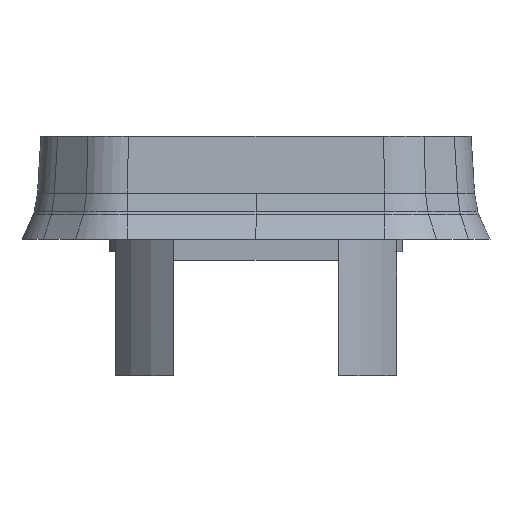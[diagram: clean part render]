
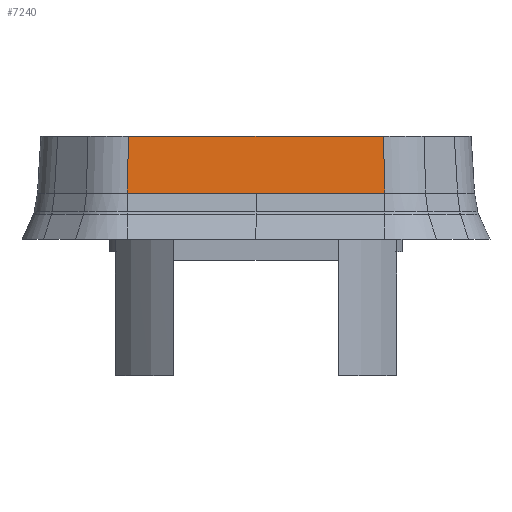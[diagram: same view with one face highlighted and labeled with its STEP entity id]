
A CAD part, front view. The second image highlights one B-rep face of the part: STEP entity #7240.
In plain terms, the highlighted planar face has unit normal (0, 0.998, -0.061).
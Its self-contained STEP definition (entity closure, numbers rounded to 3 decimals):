
#7214=AXIS2_PLACEMENT_3D('Plane Axis2P3D',#7211,#7212,#7213) ;
#7187=CARTESIAN_POINT('Vertex',(23.436,-39.747,-0.3)) ;
#7190=CARTESIAN_POINT('Line Origine',(23.306,-39.432,4.85)) ;
#7194=CARTESIAN_POINT('Vertex',(23.175,-39.117,10.)) ;
#7211=CARTESIAN_POINT('Axis2P3D Location',(-19.874,-39.747,-0.3)) ;
#7217=CARTESIAN_POINT('Control Point',(-23.436,-39.747,-0.3)) ;
#7218=CARTESIAN_POINT('Control Point',(-23.175,-39.117,10.)) ;
#7219=CARTESIAN_POINT('Vertex',(-23.436,-39.747,-0.3)) ;
#7221=CARTESIAN_POINT('Vertex',(-23.175,-39.117,10.)) ;
#7224=CARTESIAN_POINT('Line Origine',(32.025,-39.117,10.)) ;
#7229=CARTESIAN_POINT('Line Origine',(32.025,-39.747,-0.3)) ;
#7191=DIRECTION('Vector Direction',(-0.025,0.061,0.998)) ;
#7212=DIRECTION('Axis2P3D Direction',(0.,-0.998,0.061)) ;
#7213=DIRECTION('Axis2P3D XDirection',(-1.,0.,0.)) ;
#7225=DIRECTION('Vector Direction',(-1.,0.,0.)) ;
#7230=DIRECTION('Vector Direction',(-1.,0.,0.)) ;
#7192=VECTOR('Line Direction',#7191,1.) ;
#7226=VECTOR('Line Direction',#7225,1.) ;
#7231=VECTOR('Line Direction',#7230,1.) ;
#7235=ORIENTED_EDGE('',*,*,#7223,.T.) ;
#7236=ORIENTED_EDGE('',*,*,#7228,.T.) ;
#7237=ORIENTED_EDGE('',*,*,#7196,.F.) ;
#7238=ORIENTED_EDGE('',*,*,#7233,.T.) ;
#7240=ADVANCED_FACE('Surface.45',(#7239),#7215,.F.) ;
#7216=B_SPLINE_CURVE_WITH_KNOTS('',1,(#7217,#7218),.UNSPECIFIED.,.F.,.U.,(2,2),(-5.161,5.161),.UNSPECIFIED.) ;
#7196=EDGE_CURVE('',#7188,#7195,#7193,.T.) ;
#7223=EDGE_CURVE('',#7220,#7222,#7216,.T.) ;
#7228=EDGE_CURVE('',#7222,#7195,#7227,.F.) ;
#7233=EDGE_CURVE('',#7188,#7220,#7232,.T.) ;
#7234=EDGE_LOOP('',(#7235,#7236,#7237,#7238)) ;
#7239=FACE_OUTER_BOUND('',#7234,.T.) ;
#7193=LINE('Line',#7190,#7192) ;
#7227=LINE('Line',#7224,#7226) ;
#7232=LINE('Line',#7229,#7231) ;
#7215=PLANE('',#7214) ;
#7188=VERTEX_POINT('',#7187) ;
#7195=VERTEX_POINT('',#7194) ;
#7220=VERTEX_POINT('',#7219) ;
#7222=VERTEX_POINT('',#7221) ;
